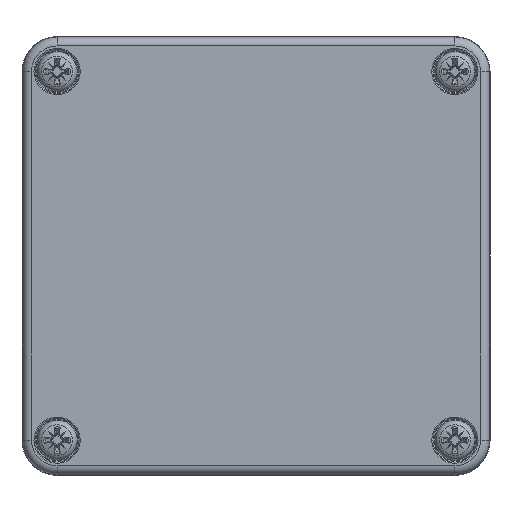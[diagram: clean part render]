
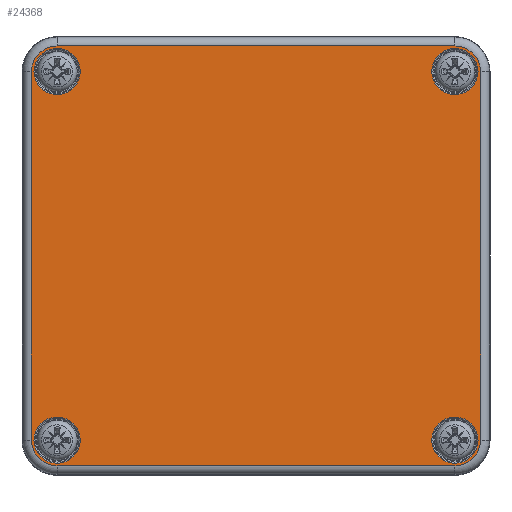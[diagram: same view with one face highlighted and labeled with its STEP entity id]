
A CAD part, top view. The second image highlights one B-rep face of the part: STEP entity #24368.
In plain terms, the highlighted face is planar.
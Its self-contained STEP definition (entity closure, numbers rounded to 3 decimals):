
#24245=CARTESIAN_POINT('',(30.05,-31.5,-15.0));
#24246=VERTEX_POINT('',#24245);
#24247=CARTESIAN_POINT('',(34.,-31.5,-15.0));
#24248=DIRECTION('',(0.0,0.0,-1.0));
#24249=DIRECTION('',(1.0,0.0,0.0));
#24250=AXIS2_PLACEMENT_3D('',#24247,#24248,#24249);
#24251=CIRCLE('',#24250,3.95);
#24252=EDGE_CURVE('',#24246,#24246,#24251,.T.);
#24257=CARTESIAN_POINT('',(0.,0.,-15.0));
#24258=DIRECTION('',(0.0,0.0,1.0));
#24259=DIRECTION('',(1.0,0.0,0.0));
#24260=AXIS2_PLACEMENT_3D('',#24257,#24258,#24259);
#24261=PLANE('',#24260);
#24262=CARTESIAN_POINT('',(34.,35.882,-15.0));
#24263=VERTEX_POINT('',#24262);
#24264=CARTESIAN_POINT('',(-34.,35.882,-15.0));
#24265=VERTEX_POINT('',#24264);
#24266=CARTESIAN_POINT('',(34.,35.882,-15.0));
#24267=DIRECTION('',(-1.0,0.0,0.0));
#24268=VECTOR('',#24267,68.);
#24269=LINE('',#24266,#24268);
#24270=EDGE_CURVE('',#24263,#24265,#24269,.T.);
#24271=ORIENTED_EDGE('',*,*,#24270,.F.);
#24272=CARTESIAN_POINT('',(38.382,31.5,-15.0));
#24273=VERTEX_POINT('',#24272);
#24274=CARTESIAN_POINT('',(34.,31.5,-15.0));
#24275=DIRECTION('',(0.0,0.0,1.0));
#24276=DIRECTION('',(0.707,0.707,0.0));
#24277=AXIS2_PLACEMENT_3D('',#24274,#24275,#24276);
#24278=CIRCLE('',#24277,4.382);
#24279=EDGE_CURVE('',#24273,#24263,#24278,.T.);
#24280=ORIENTED_EDGE('',*,*,#24279,.F.);
#24281=CARTESIAN_POINT('',(38.382,-31.5,-15.0));
#24282=VERTEX_POINT('',#24281);
#24283=CARTESIAN_POINT('',(38.382,-31.5,-15.0));
#24284=DIRECTION('',(0.0,1.0,0.0));
#24285=VECTOR('',#24284,63.);
#24286=LINE('',#24283,#24285);
#24287=EDGE_CURVE('',#24282,#24273,#24286,.T.);
#24288=ORIENTED_EDGE('',*,*,#24287,.F.);
#24289=CARTESIAN_POINT('',(34.,-35.882,-15.0));
#24290=VERTEX_POINT('',#24289);
#24291=CARTESIAN_POINT('',(34.,-31.5,-15.0));
#24292=DIRECTION('',(0.0,0.0,1.0));
#24293=DIRECTION('',(0.707,-0.707,0.0));
#24294=AXIS2_PLACEMENT_3D('',#24291,#24292,#24293);
#24295=CIRCLE('',#24294,4.382);
#24296=EDGE_CURVE('',#24290,#24282,#24295,.T.);
#24297=ORIENTED_EDGE('',*,*,#24296,.F.);
#24298=CARTESIAN_POINT('',(-34.,-35.882,-15.0));
#24299=VERTEX_POINT('',#24298);
#24300=CARTESIAN_POINT('',(-34.,-35.882,-15.0));
#24301=DIRECTION('',(1.0,0.0,0.0));
#24302=VECTOR('',#24301,68.);
#24303=LINE('',#24300,#24302);
#24304=EDGE_CURVE('',#24299,#24290,#24303,.T.);
#24305=ORIENTED_EDGE('',*,*,#24304,.F.);
#24306=CARTESIAN_POINT('',(-38.382,-31.5,-15.0));
#24307=VERTEX_POINT('',#24306);
#24308=CARTESIAN_POINT('',(-34.,-31.5,-15.0));
#24309=DIRECTION('',(0.0,0.0,1.0));
#24310=DIRECTION('',(-0.707,-0.707,0.0));
#24311=AXIS2_PLACEMENT_3D('',#24308,#24309,#24310);
#24312=CIRCLE('',#24311,4.382);
#24313=EDGE_CURVE('',#24307,#24299,#24312,.T.);
#24314=ORIENTED_EDGE('',*,*,#24313,.F.);
#24315=CARTESIAN_POINT('',(-38.382,31.5,-15.0));
#24316=VERTEX_POINT('',#24315);
#24317=CARTESIAN_POINT('',(-38.382,31.5,-15.0));
#24318=DIRECTION('',(0.0,-1.0,0.0));
#24319=VECTOR('',#24318,63.);
#24320=LINE('',#24317,#24319);
#24321=EDGE_CURVE('',#24316,#24307,#24320,.T.);
#24322=ORIENTED_EDGE('',*,*,#24321,.F.);
#24323=CARTESIAN_POINT('',(-34.,31.5,-15.0));
#24324=DIRECTION('',(0.0,0.0,1.0));
#24325=DIRECTION('',(-0.707,0.707,0.0));
#24326=AXIS2_PLACEMENT_3D('',#24323,#24324,#24325);
#24327=CIRCLE('',#24326,4.382);
#24328=EDGE_CURVE('',#24265,#24316,#24327,.T.);
#24329=ORIENTED_EDGE('',*,*,#24328,.F.);
#24330=EDGE_LOOP('',(#24271,#24280,#24288,#24297,#24305,#24314,#24322,#24329));
#24331=FACE_OUTER_BOUND('',#24330,.T.);
#24332=CARTESIAN_POINT('',(30.05,31.5,-15.0));
#24333=VERTEX_POINT('',#24332);
#24334=CARTESIAN_POINT('',(34.,31.5,-15.0));
#24335=DIRECTION('',(0.0,0.0,-1.0));
#24336=DIRECTION('',(1.0,0.0,0.0));
#24337=AXIS2_PLACEMENT_3D('',#24334,#24335,#24336);
#24338=CIRCLE('',#24337,3.95);
#24339=EDGE_CURVE('',#24333,#24333,#24338,.T.);
#24340=ORIENTED_EDGE('',*,*,#24339,.F.);
#24341=EDGE_LOOP('',(#24340));
#24342=FACE_BOUND('',#24341,.T.);
#24343=CARTESIAN_POINT('',(-37.95,-31.5,-15.0));
#24344=VERTEX_POINT('',#24343);
#24345=CARTESIAN_POINT('',(-34.,-31.5,-15.0));
#24346=DIRECTION('',(0.0,0.0,-1.0));
#24347=DIRECTION('',(1.0,0.0,0.0));
#24348=AXIS2_PLACEMENT_3D('',#24345,#24346,#24347);
#24349=CIRCLE('',#24348,3.95);
#24350=EDGE_CURVE('',#24344,#24344,#24349,.T.);
#24351=ORIENTED_EDGE('',*,*,#24350,.F.);
#24352=EDGE_LOOP('',(#24351));
#24353=FACE_BOUND('',#24352,.T.);
#24354=CARTESIAN_POINT('',(-37.95,31.5,-15.0));
#24355=VERTEX_POINT('',#24354);
#24356=CARTESIAN_POINT('',(-34.,31.5,-15.0));
#24357=DIRECTION('',(0.0,0.0,-1.0));
#24358=DIRECTION('',(1.0,0.0,0.0));
#24359=AXIS2_PLACEMENT_3D('',#24356,#24357,#24358);
#24360=CIRCLE('',#24359,3.95);
#24361=EDGE_CURVE('',#24355,#24355,#24360,.T.);
#24362=ORIENTED_EDGE('',*,*,#24361,.F.);
#24363=EDGE_LOOP('',(#24362));
#24364=FACE_BOUND('',#24363,.T.);
#24365=ORIENTED_EDGE('',*,*,#24252,.F.);
#24366=EDGE_LOOP('',(#24365));
#24367=FACE_BOUND('',#24366,.T.);
#24368=ADVANCED_FACE('',(#24331,#24342,#24353,#24364,#24367),#24261,.F.);
